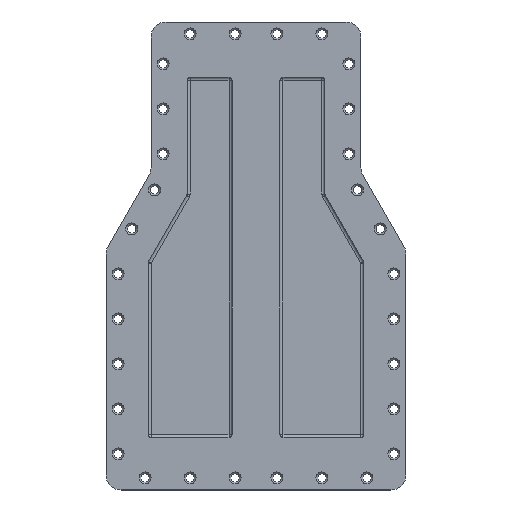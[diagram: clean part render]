
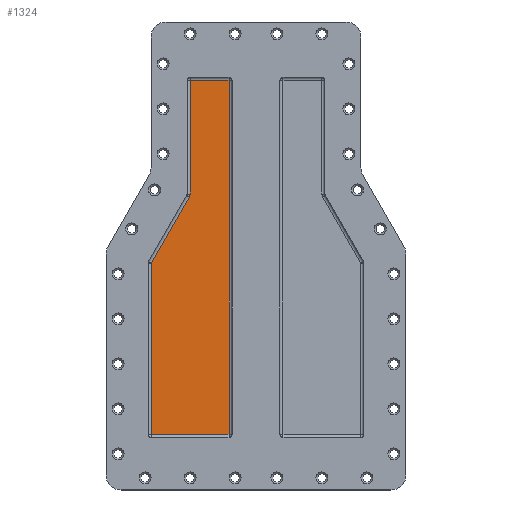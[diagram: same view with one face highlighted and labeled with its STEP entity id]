
A CAD part, top view. The second image highlights one B-rep face of the part: STEP entity #1324.
In plain terms, the highlighted planar face has unit normal (0, 0, 1).
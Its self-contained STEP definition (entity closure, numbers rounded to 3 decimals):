
#986=FACE_OUTER_BOUND('',#2220,.T.);
#1324=ADVANCED_FACE('',(#986),#7344,.T.);
#2220=EDGE_LOOP('',(#3040,#3041,#3042,#3043,#3044,#3045,#3046));
#3040=ORIENTED_EDGE('',*,*,#5166,.T.);
#3041=ORIENTED_EDGE('',*,*,#5167,.T.);
#3042=ORIENTED_EDGE('',*,*,#5168,.T.);
#3043=ORIENTED_EDGE('',*,*,#5169,.T.);
#3044=ORIENTED_EDGE('',*,*,#5170,.T.);
#3045=ORIENTED_EDGE('',*,*,#5171,.T.);
#3046=ORIENTED_EDGE('',*,*,#5172,.T.);
#4567=VERTEX_POINT('',#21702);
#4568=VERTEX_POINT('',#21703);
#4569=VERTEX_POINT('',#21705);
#4570=VERTEX_POINT('',#21707);
#4571=VERTEX_POINT('',#21709);
#4572=VERTEX_POINT('',#21711);
#4573=VERTEX_POINT('',#21713);
#5166=EDGE_CURVE('',#4567,#4568,#6381,.T.);
#5167=EDGE_CURVE('',#4568,#4569,#6382,.T.);
#5168=EDGE_CURVE('',#4569,#4570,#6383,.T.);
#5169=EDGE_CURVE('',#4570,#4571,#5865,.T.);
#5170=EDGE_CURVE('',#4571,#4572,#6384,.T.);
#5171=EDGE_CURVE('',#4572,#4573,#6385,.T.);
#5172=EDGE_CURVE('',#4573,#4567,#6386,.T.);
#5865=CIRCLE('',#8558,10.);
#6381=LINE('',#21701,#6847);
#6382=LINE('',#21704,#6848);
#6383=LINE('',#21706,#6849);
#6384=LINE('',#21710,#6850);
#6385=LINE('',#21712,#6851);
#6386=LINE('',#21714,#6852);
#6847=VECTOR('',#9950,1.);
#6848=VECTOR('',#9951,1.);
#6849=VECTOR('',#9952,1.);
#6850=VECTOR('',#9955,1.);
#6851=VECTOR('',#9956,1.);
#6852=VECTOR('',#9957,1.);
#7344=PLANE('',#8559);
#8558=AXIS2_PLACEMENT_3D('',#21708,#9953,#9954);
#8559=AXIS2_PLACEMENT_3D('',#21715,#9958,#9959);
#9950=DIRECTION('',(0.,1.,0.));
#9951=DIRECTION('',(-1.,0.,0.));
#9952=DIRECTION('',(0.,-1.,0.));
#9953=DIRECTION('',(0.,0.,-1.));
#9954=DIRECTION('',(1.,0.,0.));
#9955=DIRECTION('',(-0.5,-0.866,0.));
#9956=DIRECTION('',(0.,-1.,0.));
#9957=DIRECTION('',(1.,0.,0.));
#9958=DIRECTION('',(0.,0.,1.));
#9959=DIRECTION('',(1.,0.,0.));
#21701=CARTESIAN_POINT('',(-45.,0.,14.189));
#21702=CARTESIAN_POINT('',(-45.,92.702,14.189));
#21703=CARTESIAN_POINT('',(-45.,682.702,14.189));
#21704=CARTESIAN_POINT('',(0.,682.702,14.189));
#21705=CARTESIAN_POINT('',(-110.,682.702,14.189));
#21706=CARTESIAN_POINT('',(-110.,0.,14.189));
#21707=CARTESIAN_POINT('',(-110.,493.326,14.189));
#21708=CARTESIAN_POINT('',(-120.,493.326,14.189));
#21709=CARTESIAN_POINT('',(-111.338,488.329,14.189));
#21710=CARTESIAN_POINT('',(-294.909,170.14,14.189));
#21711=CARTESIAN_POINT('',(-175.,377.982,14.189));
#21712=CARTESIAN_POINT('',(-175.,0.,14.189));
#21713=CARTESIAN_POINT('',(-175.,92.702,14.189));
#21714=CARTESIAN_POINT('',(0.,92.702,14.189));
#21715=CARTESIAN_POINT('',(0.,0.,14.189));
